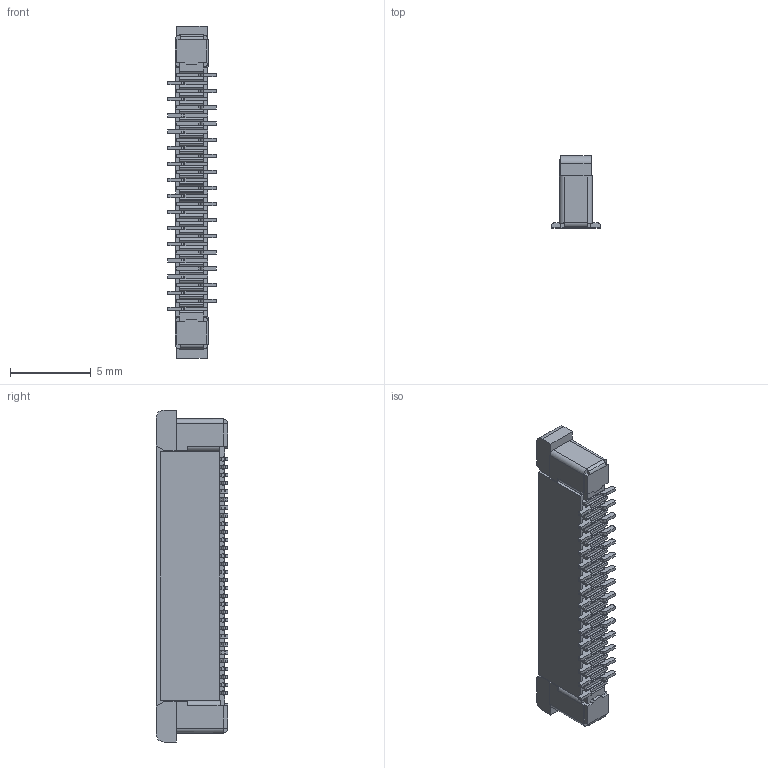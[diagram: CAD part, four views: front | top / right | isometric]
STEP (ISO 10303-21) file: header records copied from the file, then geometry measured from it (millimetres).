
FILE_DESCRIPTION(('CoCreate Modeling STEP Export'),'2;1');
FILE_NAME('zhegjiao0.5-19-30Pin.stp','2020-03-06T16:46:47',(''),(''),'CoCreate Modeling STEP processor for AP214 (Solid Model)','CoCreate Modeling 17.0 01-Apr-2010 (C) Parametric Technology GmbH','');
FILE_SCHEMA(('AUTOMOTIVE_DESIGN { 1 0 10303 214 1 1 1 1 }'));
Length unit declared in the file: millimetre
Products named in the file (2): 正脚0.5-19-30Pin
Assembly tree (1 placements, depth 2):
  正脚0.5-19-30Pin
    正脚0.5-19-30Pin
Bounding box: 3 x 4.46 x 20.61 mm (x, y, z)
Volume: 148.3 mm3; surface area: 411 mm2
Topology: 1 solids, 1 shells, 758 faces, 2247 edges, 1491 vertices
Faces by surface type: plane 462, cylinder 296
Entity records: 24185 total; most frequent: ORIENTED_EDGE 4494, CARTESIAN_POINT 4222, DIRECTION 3952, EDGE_CURVE 2247, VECTOR 1510, LINE 1510, VERTEX_POINT 1491, AXIS2_PLACEMENT_3D 1221
